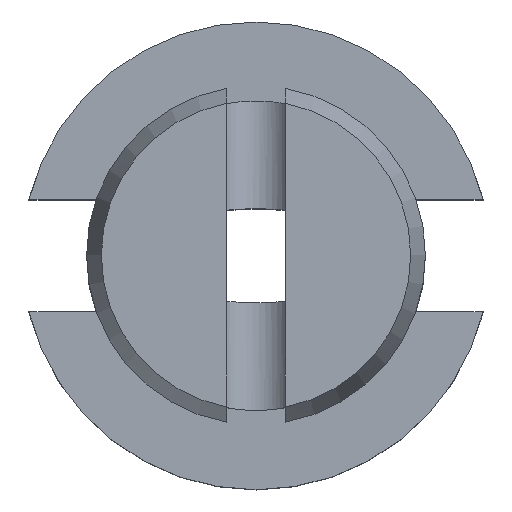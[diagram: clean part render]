
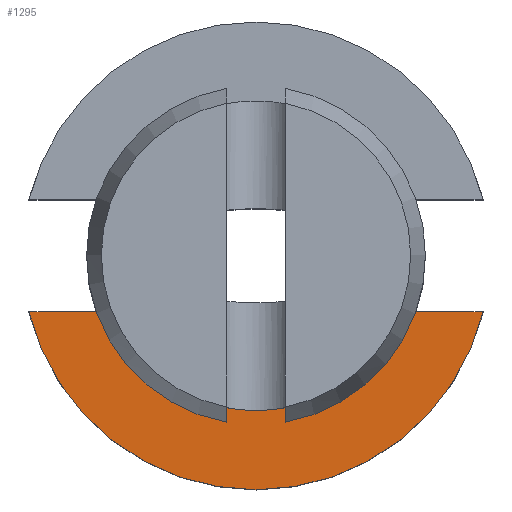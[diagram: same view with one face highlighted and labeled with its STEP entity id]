
A CAD part, top view. The second image highlights one B-rep face of the part: STEP entity #1295.
In plain terms, the highlighted planar face has unit normal (0, 0, 1).
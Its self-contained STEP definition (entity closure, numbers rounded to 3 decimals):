
#1114=CARTESIAN_POINT('',(1.958,-0.76,0.889));
#1115=VERTEX_POINT('',#1114);
#1125=CARTESIAN_POINT('',(3.083,-0.76,0.889));
#1126=VERTEX_POINT('',#1125);
#1127=CARTESIAN_POINT('',(3.083,-0.76,0.889));
#1128=DIRECTION('',(-1.0,0.0,0.0));
#1129=VECTOR('',#1128,1.125);
#1130=LINE('',#1127,#1129);
#1131=EDGE_CURVE('',#1126,#1115,#1130,.T.);
#1141=CARTESIAN_POINT('',(-3.083,-0.76,0.889));
#1142=VERTEX_POINT('',#1141);
#1150=CARTESIAN_POINT('',(-1.958,-0.76,0.889));
#1151=VERTEX_POINT('',#1150);
#1152=CARTESIAN_POINT('',(-1.958,-0.76,0.889));
#1153=DIRECTION('',(-1.0,0.0,0.0));
#1154=VECTOR('',#1153,1.125);
#1155=LINE('',#1152,#1154);
#1156=EDGE_CURVE('',#1151,#1142,#1155,.T.);
#1244=CARTESIAN_POINT('',(0.0,0.0,0.889));
#1245=DIRECTION('',(0.0,0.0,-1.0));
#1246=DIRECTION('',(0.0,1.0,0.0));
#1247=AXIS2_PLACEMENT_3D('',#1244,#1245,#1246);
#1248=CIRCLE('',#1247,3.175);
#1249=EDGE_CURVE('',#1126,#1142,#1248,.T.);
#1278=CARTESIAN_POINT('',(0.0,2.638,0.889));
#1279=DIRECTION('',(0.0,0.0,1.0));
#1280=DIRECTION('',(1.0,0.0,0.0));
#1281=AXIS2_PLACEMENT_3D('',#1278,#1279,#1280);
#1282=PLANE('',#1281);
#1283=ORIENTED_EDGE('',*,*,#1131,.T.);
#1284=CARTESIAN_POINT('',(0.0,0.0,0.889));
#1285=DIRECTION('',(0.0,0.0,-1.0));
#1286=DIRECTION('',(0.0,1.0,0.0));
#1287=AXIS2_PLACEMENT_3D('',#1284,#1285,#1286);
#1288=CIRCLE('',#1287,2.1);
#1289=EDGE_CURVE('',#1115,#1151,#1288,.T.);
#1290=ORIENTED_EDGE('',*,*,#1289,.T.);
#1291=ORIENTED_EDGE('',*,*,#1156,.T.);
#1292=ORIENTED_EDGE('',*,*,#1249,.F.);
#1293=EDGE_LOOP('',(#1283,#1290,#1291,#1292));
#1294=FACE_OUTER_BOUND('',#1293,.T.);
#1295=ADVANCED_FACE('',(#1294),#1282,.T.);
